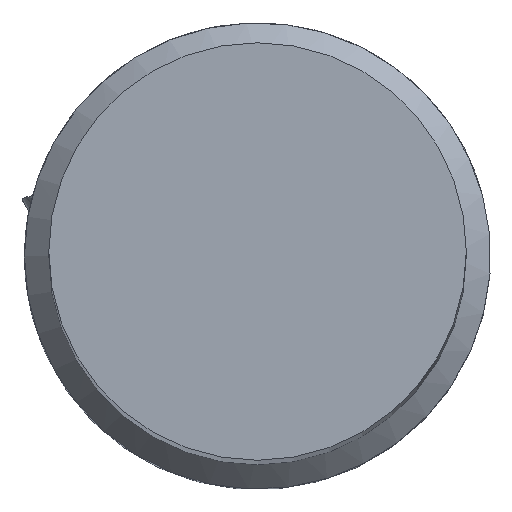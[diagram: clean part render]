
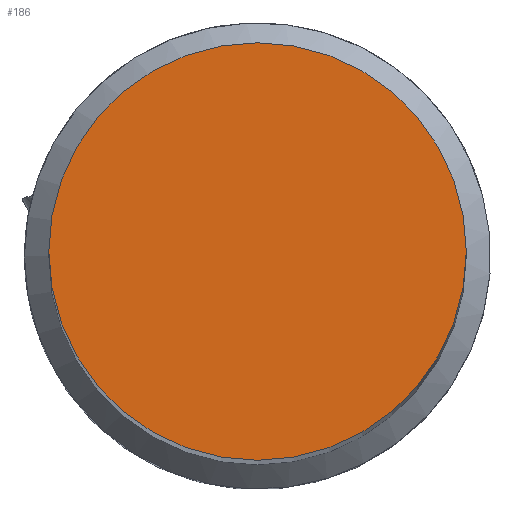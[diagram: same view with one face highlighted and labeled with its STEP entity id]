
A CAD part, top view. The second image highlights one B-rep face of the part: STEP entity #186.
In plain terms, the highlighted planar face has unit normal (0, 0, 1).
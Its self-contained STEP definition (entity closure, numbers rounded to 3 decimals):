
#176=EDGE_CURVE('240[2]',#470,#470,#471,.F.);
#186=ADVANCED_FACE('240[2]',(#485),#486,.F.);
#470=VERTEX_POINT('',#870);
#471=CIRCLE('',#871,6.);
#485=FACE_OUTER_BOUND('',#891,.T.);
#486=PLANE('',#892);
#870=CARTESIAN_POINT('',(6.0,0.,88.5));
#871=AXIS2_PLACEMENT_3D('',#1591,#1592,#1593);
#891=EDGE_LOOP('',(#1603));
#892=AXIS2_PLACEMENT_3D('',#1604,#1605,#1606);
#1591=CARTESIAN_POINT('',(0.,0.,88.5));
#1592=DIRECTION('',(0.,0.,1.0));
#1593=DIRECTION('',(1.0,0.,0.));
#1603=ORIENTED_EDGE('',*,*,#176,.F.);
#1604=CARTESIAN_POINT('',(-2.,0.,88.5));
#1605=DIRECTION('',(0.,0.,-1.0));
#1606=DIRECTION('',(1.0,0.,0.));
